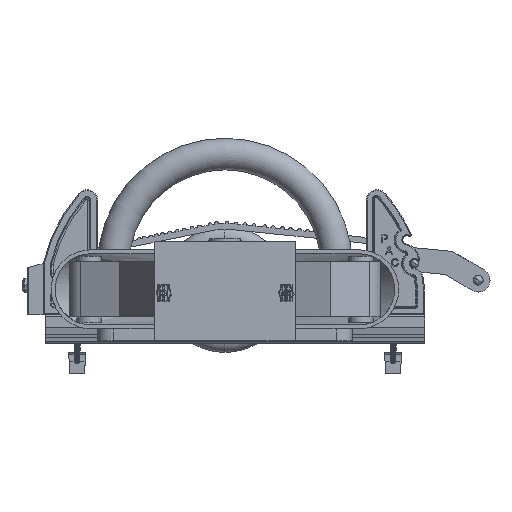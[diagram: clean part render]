
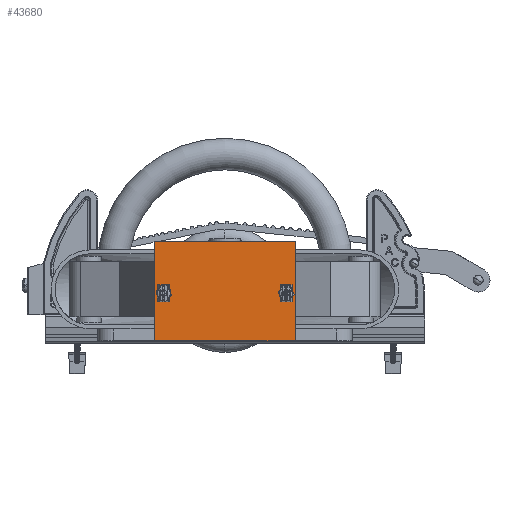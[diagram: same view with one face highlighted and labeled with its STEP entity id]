
A CAD part, front view. The second image highlights one B-rep face of the part: STEP entity #43680.
In plain terms, the highlighted planar face has unit normal (0, -1, 0).
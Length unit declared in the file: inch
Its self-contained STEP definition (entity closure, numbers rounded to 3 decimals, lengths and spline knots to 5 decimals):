
#768 = CIRCLE ( 'NONE', #49117, 0.13281 ) ;
#783 = CARTESIAN_POINT ( 'NONE',  ( -2.21875, -1.5, 0. ) ) ;
#1108 = LINE ( 'NONE', #67445, #15099 ) ;
#1159 = CARTESIAN_POINT ( 'NONE',  ( 1.9375, -1.5, 1.36719 ) ) ;
#1276 = VERTEX_POINT ( 'NONE', #1159 ) ;
#1587 = EDGE_LOOP ( 'NONE', ( #65443, #32713 ) ) ;
#2223 = EDGE_CURVE ( 'NONE', #66210, #33881, #1108, .T. ) ;
#2577 = VERTEX_POINT ( 'NONE', #22689 ) ;
#5226 = CARTESIAN_POINT ( 'NONE',  ( 2.21875, -1.5, 3.125 ) ) ;
#5404 = EDGE_CURVE ( 'NONE', #2577, #1276, #768, .T. ) ;
#5490 = DIRECTION ( 'NONE',  ( 0., 1., 0. ) ) ;
#7790 = CARTESIAN_POINT ( 'NONE',  ( -2.21875, -1.5, 3.125 ) ) ;
#7977 = FACE_BOUND ( 'NONE', #1587, .T. ) ;
#8681 = DIRECTION ( 'NONE',  ( 0., 0., 1. ) ) ;
#9006 = EDGE_LOOP ( 'NONE', ( #60662, #20348 ) ) ;
#9374 = ORIENTED_EDGE ( 'NONE', *, *, #48081, .F. ) ;
#9454 = VECTOR ( 'NONE', #14400, 39.37008 ) ;
#9494 = DIRECTION ( 'NONE',  ( 0., 1., 0. ) ) ;
#11361 = DIRECTION ( 'NONE',  ( 1., 0., 0. ) ) ;
#12734 = EDGE_CURVE ( 'NONE', #17392, #52703, #23820, .T. ) ;
#14400 = DIRECTION ( 'NONE',  ( 0., 0., -1. ) ) ;
#14549 = CARTESIAN_POINT ( 'NONE',  ( -2.21875, -1.5, 0. ) ) ;
#14801 = AXIS2_PLACEMENT_3D ( 'NONE', #15660, #52342, #20941 ) ;
#15099 = VECTOR ( 'NONE', #30758, 39.37008 ) ;
#15286 = VERTEX_POINT ( 'NONE', #48559 ) ;
#15660 = CARTESIAN_POINT ( 'NONE',  ( -1.9375, -1.5, 1.5 ) ) ;
#17341 = EDGE_CURVE ( 'NONE', #1276, #2577, #30756, .T. ) ;
#17392 = VERTEX_POINT ( 'NONE', #30882 ) ;
#20348 = ORIENTED_EDGE ( 'NONE', *, *, #17341, .T. ) ;
#20587 = CARTESIAN_POINT ( 'NONE',  ( -2.21875, -1.5, 3.125 ) ) ;
#20941 = DIRECTION ( 'NONE',  ( 0., 0., 1. ) ) ;
#21312 = VERTEX_POINT ( 'NONE', #5226 ) ;
#21583 = AXIS2_PLACEMENT_3D ( 'NONE', #26468, #63125, #31703 ) ;
#22689 = CARTESIAN_POINT ( 'NONE',  ( 1.9375, -1.5, 1.63281 ) ) ;
#22993 = EDGE_CURVE ( 'NONE', #33881, #15286, #35150, .T. ) ;
#23607 = ORIENTED_EDGE ( 'NONE', *, *, #29703, .F. ) ;
#23820 = CIRCLE ( 'NONE', #14801, 0.13281 ) ;
#24362 = PLANE ( 'NONE',  #37396 ) ;
#25868 = DIRECTION ( 'NONE',  ( 1., 0., 0. ) ) ;
#26468 = CARTESIAN_POINT ( 'NONE',  ( -1.9375, -1.5, 1.5 ) ) ;
#29631 = CARTESIAN_POINT ( 'NONE',  ( -2.21875, -1.5, 3.125 ) ) ;
#29703 = EDGE_CURVE ( 'NONE', #21312, #15286, #37438, .T. ) ;
#30756 = CIRCLE ( 'NONE', #46644, 0.13281 ) ;
#30758 = DIRECTION ( 'NONE',  ( 0., 0., -1. ) ) ;
#30882 = CARTESIAN_POINT ( 'NONE',  ( -1.9375, -1.5, 1.63281 ) ) ;
#31703 = DIRECTION ( 'NONE',  ( 0., 0., 1. ) ) ;
#32679 = VECTOR ( 'NONE', #25868, 39.37008 ) ;
#32713 = ORIENTED_EDGE ( 'NONE', *, *, #38063, .T. ) ;
#33881 = VERTEX_POINT ( 'NONE', #14549 ) ;
#34276 = LINE ( 'NONE', #20587, #32679 ) ;
#35150 = LINE ( 'NONE', #783, #61399 ) ;
#35944 = FACE_BOUND ( 'NONE', #9006, .T. ) ;
#36994 = CARTESIAN_POINT ( 'NONE',  ( 1.9375, -1.5, 1.5 ) ) ;
#37396 = AXIS2_PLACEMENT_3D ( 'NONE', #29631, #40152, #8681 ) ;
#37438 = LINE ( 'NONE', #45804, #9454 ) ;
#38063 = EDGE_CURVE ( 'NONE', #52703, #17392, #48692, .T. ) ;
#40152 = DIRECTION ( 'NONE',  ( 0., 1., 0. ) ) ;
#40948 = CARTESIAN_POINT ( 'NONE',  ( 1.9375, -1.5, 1.5 ) ) ;
#42234 = DIRECTION ( 'NONE',  ( 0., 0., 1. ) ) ;
#43680 = ADVANCED_FACE ( 'NONE', ( #35944, #7977, #49868 ), #24362, .F. ) ;
#45804 = CARTESIAN_POINT ( 'NONE',  ( 2.21875, -1.5, 3.125 ) ) ;
#46211 = DIRECTION ( 'NONE',  ( 0., 0., 1. ) ) ;
#46644 = AXIS2_PLACEMENT_3D ( 'NONE', #40948, #9494, #46211 ) ;
#48081 = EDGE_CURVE ( 'NONE', #66210, #21312, #34276, .T. ) ;
#48559 = CARTESIAN_POINT ( 'NONE',  ( 2.21875, -1.5, 0. ) ) ;
#48692 = CIRCLE ( 'NONE', #21583, 0.13281 ) ;
#49117 = AXIS2_PLACEMENT_3D ( 'NONE', #36994, #5490, #42234 ) ;
#49868 = FACE_OUTER_BOUND ( 'NONE', #52689, .T. ) ;
#52342 = DIRECTION ( 'NONE',  ( 0., 1., 0. ) ) ;
#52437 = CARTESIAN_POINT ( 'NONE',  ( -1.9375, -1.5, 1.36719 ) ) ;
#52689 = EDGE_LOOP ( 'NONE', ( #58237, #23607, #9374, #61519 ) ) ;
#52703 = VERTEX_POINT ( 'NONE', #52437 ) ;
#58237 = ORIENTED_EDGE ( 'NONE', *, *, #22993, .T. ) ;
#60662 = ORIENTED_EDGE ( 'NONE', *, *, #5404, .T. ) ;
#61399 = VECTOR ( 'NONE', #11361, 39.37008 ) ;
#61519 = ORIENTED_EDGE ( 'NONE', *, *, #2223, .T. ) ;
#63125 = DIRECTION ( 'NONE',  ( 0., 1., 0. ) ) ;
#65443 = ORIENTED_EDGE ( 'NONE', *, *, #12734, .T. ) ;
#66210 = VERTEX_POINT ( 'NONE', #7790 ) ;
#67445 = CARTESIAN_POINT ( 'NONE',  ( -2.21875, -1.5, 3.125 ) ) ;
